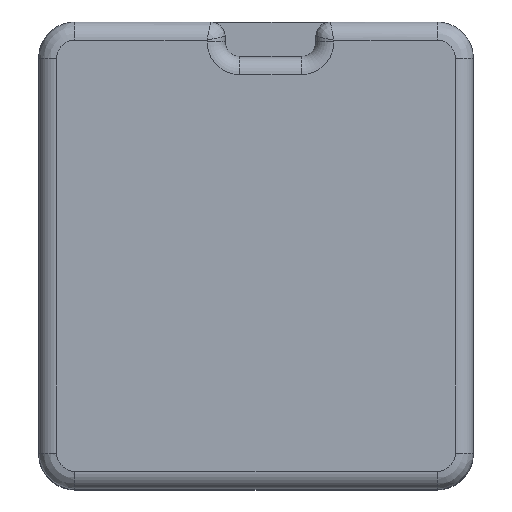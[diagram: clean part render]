
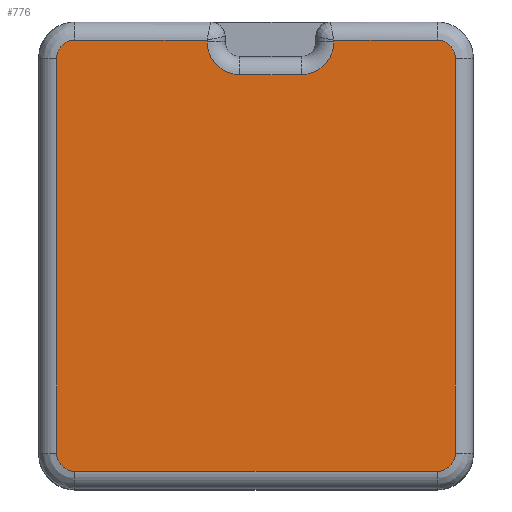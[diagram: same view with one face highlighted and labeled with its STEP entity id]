
A CAD part, top view. The second image highlights one B-rep face of the part: STEP entity #776.
In plain terms, the highlighted planar face has unit normal (0, 0, 1).
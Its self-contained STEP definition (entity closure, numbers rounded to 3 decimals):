
#63=FACE_OUTER_BOUND('',#118,.T.);
#118=EDGE_LOOP('',(#551,#552,#553,#554,#555,#556,#557,#558,#559,#560,#561,
#562,#563,#564));
#180=LINE('',#1238,#247);
#181=LINE('',#1242,#248);
#182=LINE('',#1244,#249);
#183=LINE('',#1248,#250);
#184=LINE('',#1252,#251);
#185=LINE('',#1254,#252);
#186=LINE('',#1258,#253);
#187=LINE('',#1262,#254);
#247=VECTOR('',#982,10.);
#248=VECTOR('',#985,10.);
#249=VECTOR('',#986,10.);
#250=VECTOR('',#989,10.);
#251=VECTOR('',#992,10.);
#252=VECTOR('',#993,10.);
#253=VECTOR('',#996,10.);
#254=VECTOR('',#999,10.);
#307=CIRCLE('',#858,0.5);
#308=CIRCLE('',#859,0.9);
#309=CIRCLE('',#860,0.9);
#310=CIRCLE('',#861,0.5);
#311=CIRCLE('',#862,0.5);
#312=CIRCLE('',#863,0.5);
#355=VERTEX_POINT('',#1236);
#356=VERTEX_POINT('',#1237);
#357=VERTEX_POINT('',#1239);
#358=VERTEX_POINT('',#1241);
#359=VERTEX_POINT('',#1243);
#360=VERTEX_POINT('',#1245);
#361=VERTEX_POINT('',#1247);
#362=VERTEX_POINT('',#1249);
#363=VERTEX_POINT('',#1251);
#364=VERTEX_POINT('',#1253);
#365=VERTEX_POINT('',#1255);
#366=VERTEX_POINT('',#1257);
#367=VERTEX_POINT('',#1259);
#368=VERTEX_POINT('',#1261);
#429=EDGE_CURVE('',#355,#356,#180,.T.);
#430=EDGE_CURVE('',#356,#357,#307,.T.);
#431=EDGE_CURVE('',#357,#358,#181,.T.);
#432=EDGE_CURVE('',#358,#359,#182,.T.);
#433=EDGE_CURVE('',#359,#360,#308,.T.);
#434=EDGE_CURVE('',#360,#361,#183,.T.);
#435=EDGE_CURVE('',#361,#362,#309,.T.);
#436=EDGE_CURVE('',#362,#363,#184,.T.);
#437=EDGE_CURVE('',#363,#364,#185,.T.);
#438=EDGE_CURVE('',#364,#365,#310,.T.);
#439=EDGE_CURVE('',#365,#366,#186,.T.);
#440=EDGE_CURVE('',#366,#367,#311,.T.);
#441=EDGE_CURVE('',#367,#368,#187,.T.);
#442=EDGE_CURVE('',#368,#355,#312,.T.);
#551=ORIENTED_EDGE('',*,*,#429,.T.);
#552=ORIENTED_EDGE('',*,*,#430,.T.);
#553=ORIENTED_EDGE('',*,*,#431,.T.);
#554=ORIENTED_EDGE('',*,*,#432,.T.);
#555=ORIENTED_EDGE('',*,*,#433,.T.);
#556=ORIENTED_EDGE('',*,*,#434,.T.);
#557=ORIENTED_EDGE('',*,*,#435,.T.);
#558=ORIENTED_EDGE('',*,*,#436,.T.);
#559=ORIENTED_EDGE('',*,*,#437,.T.);
#560=ORIENTED_EDGE('',*,*,#438,.T.);
#561=ORIENTED_EDGE('',*,*,#439,.T.);
#562=ORIENTED_EDGE('',*,*,#440,.T.);
#563=ORIENTED_EDGE('',*,*,#441,.T.);
#564=ORIENTED_EDGE('',*,*,#442,.T.);
#745=PLANE('',#857);
#776=ADVANCED_FACE('',(#63),#745,.F.);
#857=AXIS2_PLACEMENT_3D('',#1235,#980,#981);
#858=AXIS2_PLACEMENT_3D('',#1240,#983,#984);
#859=AXIS2_PLACEMENT_3D('',#1246,#987,#988);
#860=AXIS2_PLACEMENT_3D('',#1250,#990,#991);
#861=AXIS2_PLACEMENT_3D('',#1256,#994,#995);
#862=AXIS2_PLACEMENT_3D('',#1260,#997,#998);
#863=AXIS2_PLACEMENT_3D('',#1263,#1000,#1001);
#980=DIRECTION('center_axis',(0.,0.,-1.));
#981=DIRECTION('ref_axis',(1.,0.,0.));
#982=DIRECTION('',(0.,1.,0.));
#983=DIRECTION('center_axis',(0.,0.,1.));
#984=DIRECTION('ref_axis',(0.707,0.707,0.));
#985=DIRECTION('',(-1.,0.,0.));
#986=DIRECTION('',(0.,-1.,0.));
#987=DIRECTION('center_axis',(0.,0.,-1.));
#988=DIRECTION('ref_axis',(0.707,-0.707,0.));
#989=DIRECTION('',(-1.,0.,0.));
#990=DIRECTION('center_axis',(0.,0.,-1.));
#991=DIRECTION('ref_axis',(-0.707,-0.707,0.));
#992=DIRECTION('',(0.,1.,0.));
#993=DIRECTION('',(-1.,0.,0.));
#994=DIRECTION('center_axis',(0.,0.,1.));
#995=DIRECTION('ref_axis',(-0.707,0.707,0.));
#996=DIRECTION('',(0.,-1.,0.));
#997=DIRECTION('center_axis',(0.,0.,1.));
#998=DIRECTION('ref_axis',(-0.707,-0.707,0.));
#999=DIRECTION('',(1.,0.,0.));
#1000=DIRECTION('center_axis',(0.,0.,1.));
#1001=DIRECTION('ref_axis',(0.707,-0.707,0.));
#1235=CARTESIAN_POINT('Origin',(0.,0.,9.5));
#1236=CARTESIAN_POINT('',(5.5,-5.45,9.5));
#1237=CARTESIAN_POINT('',(5.5,5.45,9.5));
#1238=CARTESIAN_POINT('',(5.5,2.725,9.5));
#1239=CARTESIAN_POINT('',(5.,5.95,9.5));
#1240=CARTESIAN_POINT('Origin',(5.,5.45,9.5));
#1241=CARTESIAN_POINT('',(2.15,5.95,9.5));
#1242=CARTESIAN_POINT('',(-2.5,5.95,9.5));
#1243=CARTESIAN_POINT('',(2.15,5.9,9.5));
#1244=CARTESIAN_POINT('',(2.15,2.95,9.5));
#1245=CARTESIAN_POINT('',(1.25,5.,9.5));
#1246=CARTESIAN_POINT('Origin',(1.25,5.9,9.5));
#1247=CARTESIAN_POINT('',(-0.45,5.,9.5));
#1248=CARTESIAN_POINT('',(-0.225,5.,9.5));
#1249=CARTESIAN_POINT('',(-1.35,5.9,9.5));
#1250=CARTESIAN_POINT('Origin',(-0.45,5.9,9.5));
#1251=CARTESIAN_POINT('',(-1.35,5.95,9.5));
#1252=CARTESIAN_POINT('',(-1.35,3.025,9.5));
#1253=CARTESIAN_POINT('',(-5.,5.95,9.5));
#1254=CARTESIAN_POINT('',(-2.5,5.95,9.5));
#1255=CARTESIAN_POINT('',(-5.5,5.45,9.5));
#1256=CARTESIAN_POINT('Origin',(-5.,5.45,9.5));
#1257=CARTESIAN_POINT('',(-5.5,-5.45,9.5));
#1258=CARTESIAN_POINT('',(-5.5,-2.725,9.5));
#1259=CARTESIAN_POINT('',(-5.,-5.95,9.5));
#1260=CARTESIAN_POINT('Origin',(-5.,-5.45,9.5));
#1261=CARTESIAN_POINT('',(5.,-5.95,9.5));
#1262=CARTESIAN_POINT('',(2.5,-5.95,9.5));
#1263=CARTESIAN_POINT('Origin',(5.,-5.45,9.5));
